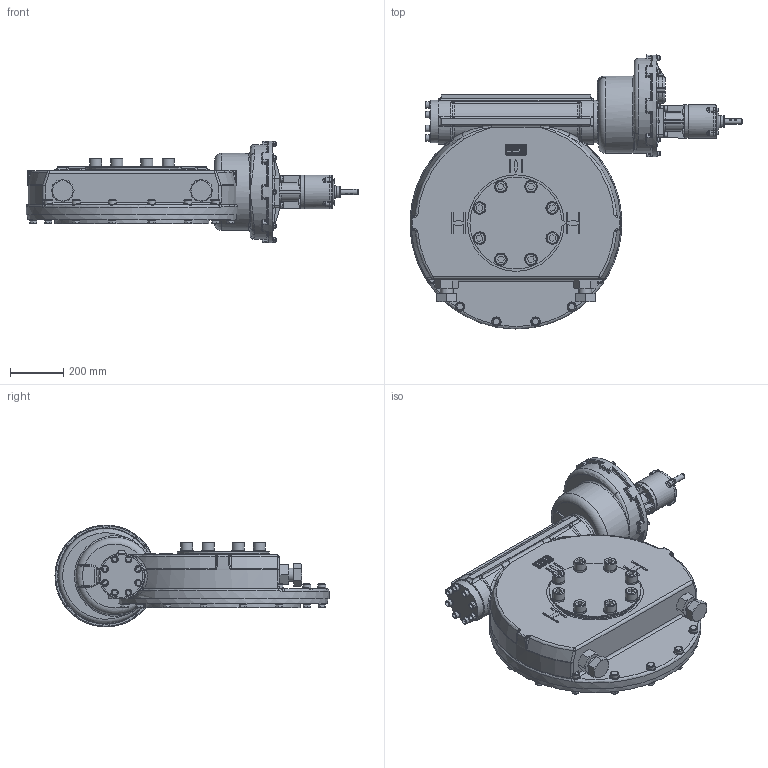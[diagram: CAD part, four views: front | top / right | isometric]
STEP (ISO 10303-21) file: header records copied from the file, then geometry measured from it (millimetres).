
FILE_DESCRIPTION(/* description */ ('Unknown'),/* implementation_level */ '2;1');
FILE_NAME(/* name */ 'PUB-HOW115-IR3-MPR6-MAN_SOLID_0-1',/* time_stamp */ '2019-10-23T12:56:00+01:00',/* author */ ('Unknown'),/* organization */ ('Unknown'),/* preprocessor_version */ 'ST-DEVELOPER v16.7',/* originating_system */ 'DEX',/* authorisation */ $);
FILE_SCHEMA (('AUTOMOTIVE_DESIGN {1 0 10303 214 3 1 1}'));
Products named in the file (1): PUB-HOW115-IR3-MPR6-MAN_SOLID_0-1
Bounding box: 1245.95 x 1028.5 x 381.78 mm (x, y, z)
Volume: 105079745.6 mm3; surface area: 2832687.6 mm2
Topology: 1 solids, 1 shells, 6308 faces, 16568 edges, 10516 vertices
Faces by surface type: plane 4083, bspline 1156, cylinder 422, cone 292, torus 263, sphere 92
Full cylindrical faces by diameter (mm): 2 x2, 6 x2, 13.27 x4, 13.835 x1, 16 x8, 16.6 x8, 18 x4, 19 x5, 20 x1, 22.098 x1, 24 x8, 25.4 x48, 29 x1, 29.583 x1, 30 x6, 32 x8, 45 x8, 47 x8, 48 x2, 125 x1, 126 x1, 128 x1, 160 x2, 170 x1, 249.92 x1, 250 x5, 259.4 x1, 260.8 x1, 280 x1, 290 x1
Entity records: 233020 total; most frequent: CARTESIAN_POINT 92786, ORIENTED_EDGE 32100, DIRECTION 23803, EDGE_CURVE 16050, VERTEX_POINT 10399, LINE 9643, VECTOR 9643, AXIS2_PLACEMENT_3D 7080
